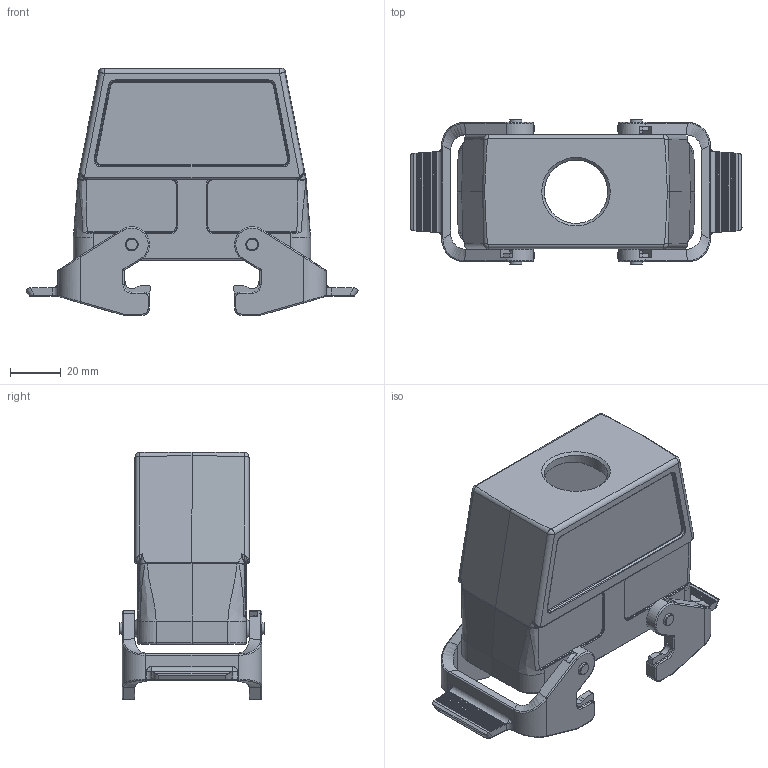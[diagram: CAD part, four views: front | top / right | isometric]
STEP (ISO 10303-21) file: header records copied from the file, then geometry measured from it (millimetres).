
FILE_DESCRIPTION(/* description */ (''),/* implementation_level */ '2;1');
FILE_NAME(/* name */ '100095024ugm000_b.stp',/* time_stamp */ '2016-04-21T09:23:23+02:00',/* author */ (''),/* organization */ (''),/* preprocessor_version */ 'ST-DEVELOPER v16',/* originating_system */ 'SIEMENS PLM Software NX 10.0',/* authorisation */ '');
FILE_SCHEMA (('AUTOMOTIVE_DESIGN { 1 0 10303 214 3 1 1 1 }'));
Length unit declared in the file: millimetre
Products named in the file (1): 100095024ugm000_b
Bounding box: 130.9 x 57.2 x 97.4 mm (x, y, z)
Volume: 103054.8 mm3; surface area: 55326.8 mm2
Topology: 3 solids, 3 shells, 921 faces, 2697 edges, 2122 vertices
Faces by surface type: plane 365, cylinder 252, bspline 199, torus 55, cone 44, sphere 6
Full cylindrical faces by diameter (mm): 3 x4, 5.1 x3, 25 x1
Entity records: 39370 total; most frequent: CARTESIAN_POINT 13038, ORIENTED_EDGE 4570, DIRECTION 4157, EDGE_CURVE 2285, AXIS2_PLACEMENT_3D 1429, VERTEX_POINT 1420, LINE 1299, VECTOR 1299
